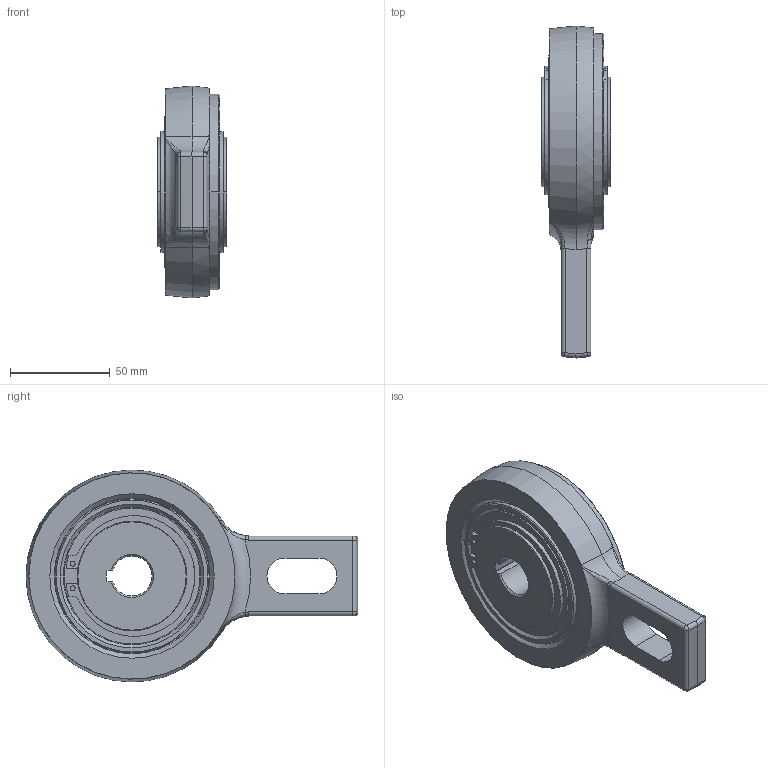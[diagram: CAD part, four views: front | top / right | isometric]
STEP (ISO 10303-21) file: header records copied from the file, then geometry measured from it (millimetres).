
FILE_DESCRIPTION((''),'2;1');
FILE_NAME('FREILAUF_RSBW20_ASM','2025-05-06T11:00:56',('Administrator'),(''),'CREO PARAMETRIC BY PTC INC, 2020184','CREO PARAMETRIC BY PTC INC, 2020184','');
FILE_SCHEMA(('AUTOMOTIVE_DESIGN { 1 0 10303 214 1 1 1 1 }'));
Length unit declared in the file: millimetre
Products named in the file (12): I-RING_RSBW20_1; KAEFIG_INNEN_DC5476_1; KAEFIG_AUSSEN_DC5476_1; KLEMMKOERPER_DC5476_NICO_1; FREILAUF_DC5476_NICO_ASM_1_ASM; LAGERRING_RSBW35M_1; O-RING-RAD_I_56X2_1; DIN988PS_55X68X1_HD_1; DIN471_55X2_HD_1; FESTRING_RSBW35M_1; FREILAUF_RSBW20_NICO_ASM_1_ASM; FREILAUF_RSBW20_ASM
Assembly tree (38 placements, depth 4):
  FREILAUF_RSBW20_ASM
    FREILAUF_RSBW20_NICO_ASM_1_ASM
      I-RING_RSBW20_1
      FREILAUF_DC5476_NICO_ASM_1_ASM
        KAEFIG_INNEN_DC5476_1
        KAEFIG_AUSSEN_DC5476_1
        KLEMMKOERPER_DC5476_NICO_1  x24
      LAGERRING_RSBW35M_1  x2
      O-RING-RAD_I_56X2_1  x2
      DIN988PS_55X68X1_HD_1  x2
      DIN471_55X2_HD_1  x2
      FESTRING_RSBW35M_1
Bounding box: 35 x 166 x 105.99 mm (x, y, z)
Volume: 254253.8 mm3; surface area: 86332.3 mm2
Topology: 36 solids, 36 shells, 690 faces, 1856 edges, 1237 vertices
Faces by surface type: plane 486, cylinder 145, cone 30, torus 15, bspline 10, sphere 4
Entity records: 17378 total; most frequent: CARTESIAN_POINT 3611, DIRECTION 2893, ORIENTED_EDGE 2618, EDGE_CURVE 1309, AXIS2_PLACEMENT_3D 1083, VERTEX_POINT 874, VECTOR 727, LINE 727
